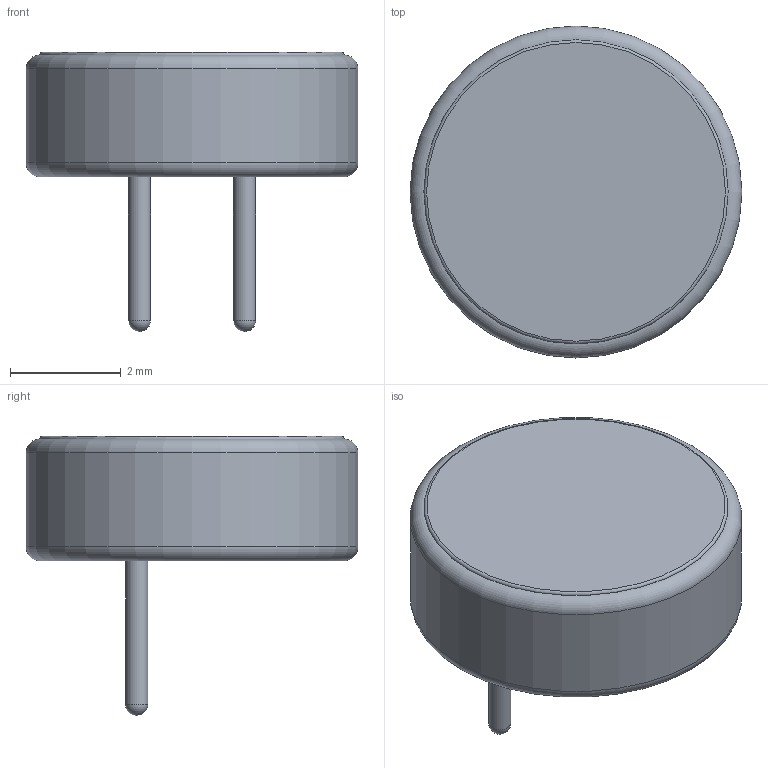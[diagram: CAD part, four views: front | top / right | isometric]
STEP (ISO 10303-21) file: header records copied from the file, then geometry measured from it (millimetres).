
FILE_DESCRIPTION(('FreeCAD Model'),'2;1');
FILE_NAME('Open CASCADE Shape Model','2022-05-04T10:14:00',('Author'),( ''),'Open CASCADE STEP processor 7.5','FreeCAD','Unknown');
FILE_SCHEMA(('AUTOMOTIVE_DESIGN { 1 0 10303 214 1 1 1 1 }'));
Length unit declared in the file: millimetre
Products named in the file (7): Part; Body; Pins; PIn001; PIn002; Foam; PCB
Assembly tree (6 placements, depth 3):
  Part
    Body
    Pins
      PIn001
      PIn002
    Foam
    PCB
Bounding box: 6 x 6 x 5.05 mm (x, y, z)
Volume: 59.4 mm3; surface area: 197.9 mm2
Topology: 5 solids, 5 shells, 27 faces, 40 edges, 24 vertices
Faces by surface type: plane 11, cylinder 8, torus 4, sphere 2, cone 2
Full cylindrical faces by diameter (mm): 0.4 x2, 0.8 x2, 4.75 x2, 5.5 x1, 6 x1
Entity records: 1256 total; most frequent: DIRECTION 207, CARTESIAN_POINT 190, ORIENTED_EDGE 76, PCURVE 76, DEFINITIONAL_REPRESENTATION 76, LINE 72, VECTOR 72, AXIS2_PLACEMENT_3D 62
